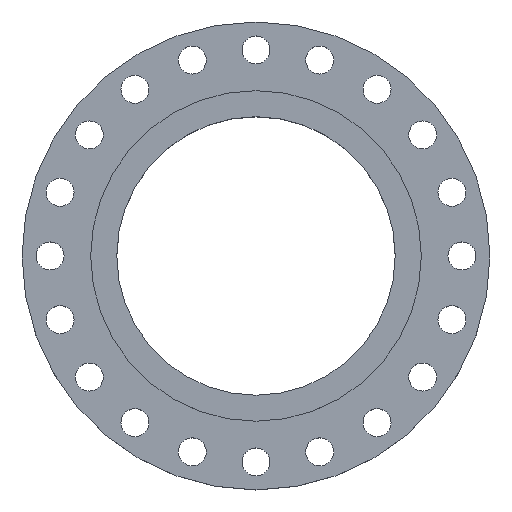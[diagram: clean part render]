
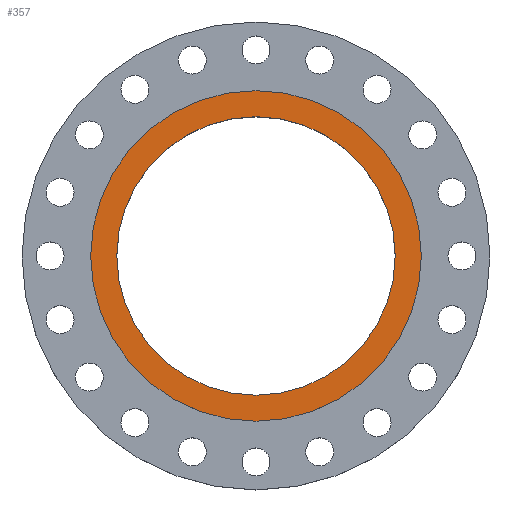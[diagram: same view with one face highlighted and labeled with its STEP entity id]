
A CAD part, top view. The second image highlights one B-rep face of the part: STEP entity #357.
In plain terms, the highlighted planar face has unit normal (0, 0, 1).
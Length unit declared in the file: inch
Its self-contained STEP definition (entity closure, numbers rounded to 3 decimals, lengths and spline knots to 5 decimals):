
#47 = ORIENTED_EDGE ( 'NONE', *, *, #1056, .F. ) ;
#123 = PLANE ( 'NONE',  #1537 ) ;
#253 = AXIS2_PLACEMENT_3D ( 'NONE', #495, #1614, #1120 ) ;
#272 = VERTEX_POINT ( 'NONE', #407 ) ;
#286 = ORIENTED_EDGE ( 'NONE', *, *, #626, .T. ) ;
#298 = AXIS2_PLACEMENT_3D ( 'NONE', #1140, #546, #1168 ) ;
#352 = EDGE_LOOP ( 'NONE', ( #286, #1669 ) ) ;
#357 = ADVANCED_FACE ( 'NONE', ( #1991, #1824 ), #123, .F. ) ;
#407 = CARTESIAN_POINT ( 'NONE',  ( -8.125, 0., 0. ) ) ;
#495 = CARTESIAN_POINT ( 'NONE',  ( 0., 0., 0. ) ) ;
#534 = CARTESIAN_POINT ( 'NONE',  ( 0., 0., 0. ) ) ;
#546 = DIRECTION ( 'NONE',  ( 0., 0., 1. ) ) ;
#553 = CIRCLE ( 'NONE', #298, 6.84375 ) ;
#605 = CARTESIAN_POINT ( 'NONE',  ( 8.125, 0., 0. ) ) ;
#626 = EDGE_CURVE ( 'NONE', #1533, #272, #739, .T. ) ;
#663 = VERTEX_POINT ( 'NONE', #1466 ) ;
#739 = CIRCLE ( 'NONE', #1990, 8.125 ) ;
#743 = DIRECTION ( 'NONE',  ( 0., 0., -1. ) ) ;
#833 = DIRECTION ( 'NONE',  ( 1., 0., 0. ) ) ;
#931 = DIRECTION ( 'NONE',  ( 0., 0., 1. ) ) ;
#932 = CIRCLE ( 'NONE', #1602, 6.84375 ) ;
#1056 = EDGE_CURVE ( 'NONE', #1089, #663, #553, .T. ) ;
#1089 = VERTEX_POINT ( 'NONE', #1286 ) ;
#1120 = DIRECTION ( 'NONE',  ( 1., 0., 0. ) ) ;
#1140 = CARTESIAN_POINT ( 'NONE',  ( 0., 0., 0. ) ) ;
#1168 = DIRECTION ( 'NONE',  ( 1., 0., 0. ) ) ;
#1286 = CARTESIAN_POINT ( 'NONE',  ( 6.84375, 0., 0. ) ) ;
#1293 = DIRECTION ( 'NONE',  ( 0., 0., 1. ) ) ;
#1357 = EDGE_LOOP ( 'NONE', ( #47, #1517 ) ) ;
#1373 = DIRECTION ( 'NONE',  ( -1., 0., 0. ) ) ;
#1460 = CIRCLE ( 'NONE', #253, 8.125 ) ;
#1466 = CARTESIAN_POINT ( 'NONE',  ( -6.84375, 0., 0. ) ) ;
#1517 = ORIENTED_EDGE ( 'NONE', *, *, #1635, .F. ) ;
#1519 = CARTESIAN_POINT ( 'NONE',  ( 0., 6.84375, 0. ) ) ;
#1533 = VERTEX_POINT ( 'NONE', #605 ) ;
#1537 = AXIS2_PLACEMENT_3D ( 'NONE', #1519, #743, #1373 ) ;
#1543 = DIRECTION ( 'NONE',  ( 1., 0., 0. ) ) ;
#1602 = AXIS2_PLACEMENT_3D ( 'NONE', #1699, #931, #1543 ) ;
#1614 = DIRECTION ( 'NONE',  ( 0., 0., 1. ) ) ;
#1635 = EDGE_CURVE ( 'NONE', #663, #1089, #932, .T. ) ;
#1669 = ORIENTED_EDGE ( 'NONE', *, *, #1752, .T. ) ;
#1699 = CARTESIAN_POINT ( 'NONE',  ( 0., 0., 0. ) ) ;
#1752 = EDGE_CURVE ( 'NONE', #272, #1533, #1460, .T. ) ;
#1824 = FACE_OUTER_BOUND ( 'NONE', #352, .T. ) ;
#1990 = AXIS2_PLACEMENT_3D ( 'NONE', #534, #1293, #833 ) ;
#1991 = FACE_BOUND ( 'NONE', #1357, .T. ) ;
